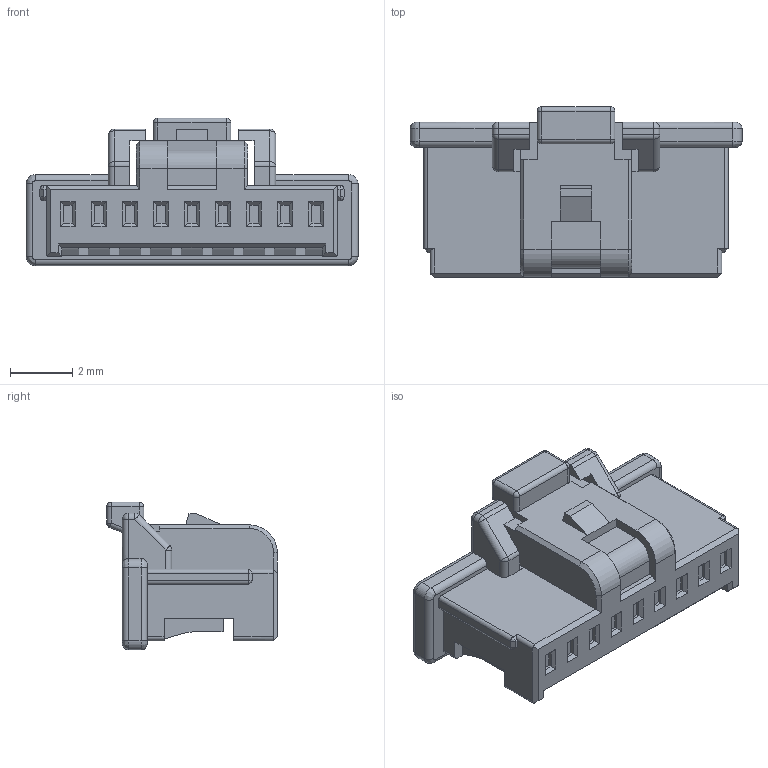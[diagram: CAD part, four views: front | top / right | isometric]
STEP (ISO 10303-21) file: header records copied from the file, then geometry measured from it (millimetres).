
FILE_DESCRIPTION((''),'2;1');
FILE_NAME('5013300900','2017-07-21T',('ksrinivasara'),(''),'PRO/ENGINEER BY PARAMETRIC TECHNOLOGY CORPORATION, 2012310','PRO/ENGINEER BY PARAMETRIC TECHNOLOGY CORPORATION, 2012310','');
FILE_SCHEMA(('CONFIG_CONTROL_DESIGN'));
Length unit declared in the file: millimetre
Products named in the file (1): 5013300900
Bounding box: 10.7 x 5.5 x 4.76 mm (x, y, z)
Volume: 129.5 mm3; surface area: 249.2 mm2
Topology: 1 solids, 1 shells, 423 faces, 1097 edges, 690 vertices
Faces by surface type: plane 336, cylinder 61, sphere 12, bspline 8, cone 6
Entity records: 12737 total; most frequent: CARTESIAN_POINT 2387, ORIENTED_EDGE 2186, DIRECTION 2029, EDGE_CURVE 1093, VECTOR 957, LINE 957, VERTEX_POINT 690, AXIS2_PLACEMENT_3D 536
